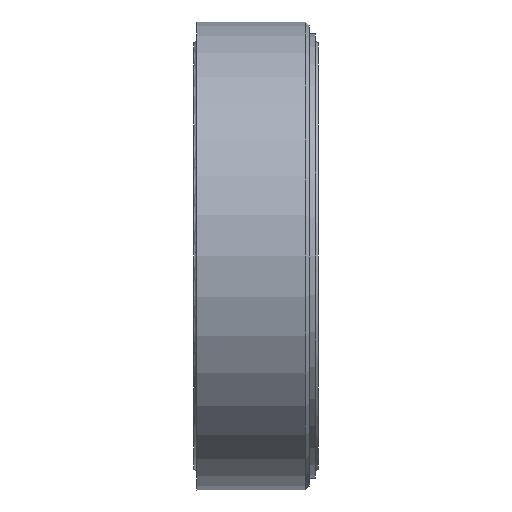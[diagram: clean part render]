
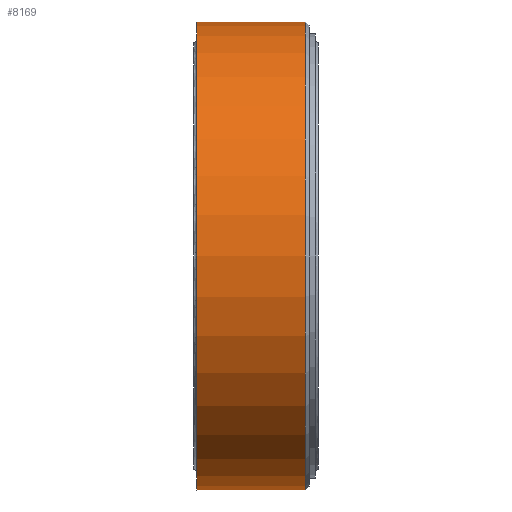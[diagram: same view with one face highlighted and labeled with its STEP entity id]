
A CAD part, left-side view. The second image highlights one B-rep face of the part: STEP entity #8169.
In plain terms, the highlighted cylindrical face has radius 30.099 mm (diameter 60.198 mm), a full revolution.
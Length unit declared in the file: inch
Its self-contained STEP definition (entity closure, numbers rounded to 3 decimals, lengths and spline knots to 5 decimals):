
#7022=CARTESIAN_POINT('',(0.,-0.0925,1.445));
#7023=VERTEX_POINT('',#7022);
#7960=CARTESIAN_POINT('',(0.,-0.325,1.445));
#7961=VERTEX_POINT('',#7960);
#7962=CARTESIAN_POINT('',(0.,-0.325,2.63));
#7963=DIRECTION('',(0.0,-1.0,0.0));
#7964=DIRECTION('',(0.0,0.0,1.0));
#7965=AXIS2_PLACEMENT_3D('',#7962,#7963,#7964);
#7966=CIRCLE('',#7965,1.185);
#7967=EDGE_CURVE('',#7961,#7961,#7966,.T.);
#8022=CARTESIAN_POINT('',(0.,0.225,3.815));
#8023=VERTEX_POINT('',#8022);
#8024=CARTESIAN_POINT('',(0.,0.225,2.63));
#8025=DIRECTION('',(0.0,1.0,0.0));
#8026=DIRECTION('',(0.0,0.0,1.0));
#8027=AXIS2_PLACEMENT_3D('',#8024,#8025,#8026);
#8028=CIRCLE('',#8027,1.185);
#8029=EDGE_CURVE('',#8023,#8023,#8028,.T.);
#8097=CARTESIAN_POINT('',(0.,0.2025,2.63));
#8098=DIRECTION('',(0.0,1.0,0.0));
#8099=DIRECTION('',(0.0,0.0,1.0));
#8100=AXIS2_PLACEMENT_3D('',#8097,#8098,#8099);
#8101=CYLINDRICAL_SURFACE('',#8100,1.185);
#8102=ORIENTED_EDGE('',*,*,#7967,.F.);
#8103=EDGE_LOOP('',(#8102));
#8104=FACE_OUTER_BOUND('',#8103,.T.);
#8105=CARTESIAN_POINT('',(0.,0.0625,1.445));
#8106=VERTEX_POINT('',#8105);
#8107=CARTESIAN_POINT('',(0.,-0.0625,1.445));
#8108=VERTEX_POINT('',#8107);
#8109=CARTESIAN_POINT('',(0.,0.0625,1.445));
#8110=CARTESIAN_POINT('',(0.00785,0.0625,1.445));
#8111=CARTESIAN_POINT('',(0.01622,0.06093,1.44509));
#8112=CARTESIAN_POINT('',(0.03162,0.05455,1.4454));
#8113=CARTESIAN_POINT('',(0.03865,0.04974,1.44562));
#8114=CARTESIAN_POINT('',(0.04974,0.03865,1.44603));
#8115=CARTESIAN_POINT('',(0.05455,0.03162,1.44625));
#8116=CARTESIAN_POINT('',(0.06093,0.01622,1.44656));
#8117=CARTESIAN_POINT('',(0.0625,0.00785,1.44665));
#8118=CARTESIAN_POINT('',(0.0625,-0.00785,1.44665));
#8119=CARTESIAN_POINT('',(0.06093,-0.01622,1.44656));
#8120=CARTESIAN_POINT('',(0.05455,-0.03162,1.44625));
#8121=CARTESIAN_POINT('',(0.04974,-0.03865,1.44603));
#8122=CARTESIAN_POINT('',(0.03865,-0.04974,1.44562));
#8123=CARTESIAN_POINT('',(0.03162,-0.05455,1.4454));
#8124=CARTESIAN_POINT('',(0.01622,-0.06093,1.44509));
#8125=CARTESIAN_POINT('',(0.00785,-0.0625,1.445));
#8126=CARTESIAN_POINT('',(0.,-0.0625,1.445));
#8127=B_SPLINE_CURVE_WITH_KNOTS('',3,(#8109,#8110,#8111,#8112,#8113,#8114,#8115,#8116,#8117,#8118,#8119,#8120,#8121,#8122,#8123,#8124,#8125,#8126),.UNSPECIFIED.,.F.,.U.,(4,2,2,2,2,2,2,2,4),(0.09419,0.11774,0.14129,0.16483,0.18838,0.21193,0.23548,0.25902,0.28257),.UNSPECIFIED.);
#8128=EDGE_CURVE('',#8106,#8108,#8127,.T.);
#8129=ORIENTED_EDGE('',*,*,#8128,.F.);
#8130=CARTESIAN_POINT('',(0.,-0.0625,1.445));
#8131=CARTESIAN_POINT('',(-0.00785,-0.0625,1.445));
#8132=CARTESIAN_POINT('',(-0.01622,-0.06093,1.44509));
#8133=CARTESIAN_POINT('',(-0.03162,-0.05455,1.4454));
#8134=CARTESIAN_POINT('',(-0.03865,-0.04974,1.44562));
#8135=CARTESIAN_POINT('',(-0.04974,-0.03865,1.44603));
#8136=CARTESIAN_POINT('',(-0.05455,-0.03162,1.44625));
#8137=CARTESIAN_POINT('',(-0.06093,-0.01622,1.44656));
#8138=CARTESIAN_POINT('',(-0.0625,-0.00785,1.44665));
#8139=CARTESIAN_POINT('',(-0.0625,0.,1.44665));
#8140=CARTESIAN_POINT('',(-0.0625,0.00785,1.44665));
#8141=CARTESIAN_POINT('',(-0.06093,0.01622,1.44656));
#8142=CARTESIAN_POINT('',(-0.05455,0.03162,1.44625));
#8143=CARTESIAN_POINT('',(-0.04974,0.03865,1.44603));
#8144=CARTESIAN_POINT('',(-0.03865,0.04974,1.44562));
#8145=CARTESIAN_POINT('',(-0.03162,0.05455,1.4454));
#8146=CARTESIAN_POINT('',(-0.01622,0.06093,1.44509));
#8147=CARTESIAN_POINT('',(-0.00785,0.0625,1.445));
#8148=CARTESIAN_POINT('',(0.,0.0625,1.445));
#8149=B_SPLINE_CURVE_WITH_KNOTS('',3,(#8130,#8131,#8132,#8133,#8134,#8135,#8136,#8137,#8138,#8139,#8140,#8141,#8142,#8143,#8144,#8145,#8146,#8147,#8148),.UNSPECIFIED.,.F.,.U.,(4,2,2,2,3,2,2,2,4),(0.28257,0.30612,0.32967,0.35321,0.37676,0.40031,0.42386,0.4474,0.47095),.UNSPECIFIED.);
#8150=EDGE_CURVE('',#8108,#8106,#8149,.T.);
#8151=ORIENTED_EDGE('',*,*,#8150,.F.);
#8152=CARTESIAN_POINT('',(0.,-0.0625,1.445));
#8153=DIRECTION('',(0.0,-1.0,0.0));
#8154=VECTOR('',#8153,0.03);
#8155=LINE('',#8152,#8154);
#8156=EDGE_CURVE('',#8108,#7023,#8155,.T.);
#8157=ORIENTED_EDGE('',*,*,#8156,.T.);
#8158=CARTESIAN_POINT('',(0.,-0.0625,1.445));
#8159=DIRECTION('',(0.0,-1.0,0.0));
#8160=VECTOR('',#8159,0.03);
#8161=LINE('',#8158,#8160);
#8162=EDGE_CURVE('',#8108,#7023,#8161,.T.);
#8163=ORIENTED_EDGE('',*,*,#8162,.F.);
#8164=EDGE_LOOP('',(#8129,#8151,#8157,#8163));
#8165=FACE_BOUND('',#8164,.T.);
#8166=ORIENTED_EDGE('',*,*,#8029,.F.);
#8167=EDGE_LOOP('',(#8166));
#8168=FACE_BOUND('',#8167,.T.);
#8169=ADVANCED_FACE('',(#8104,#8165,#8168),#8101,.T.);
